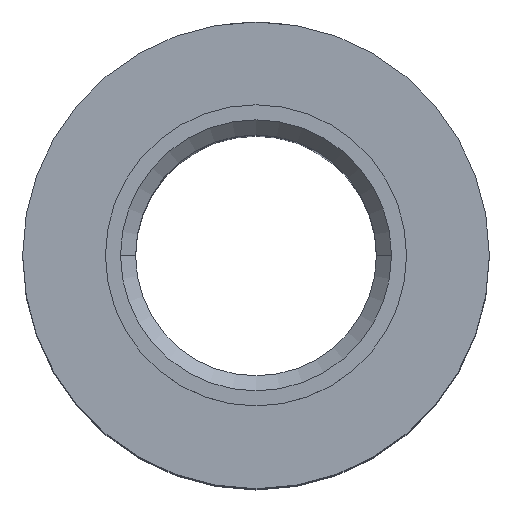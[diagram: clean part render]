
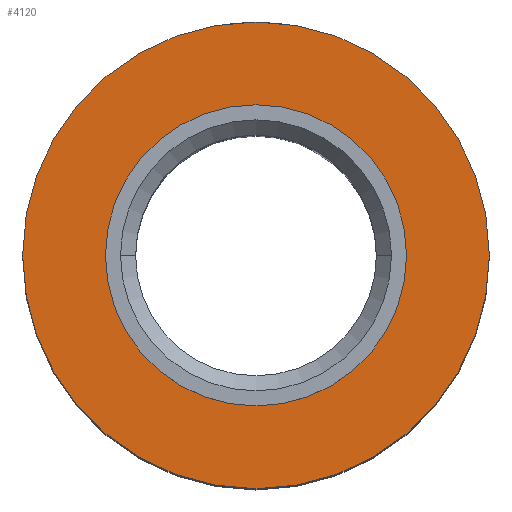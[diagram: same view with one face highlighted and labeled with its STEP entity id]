
A CAD part, top view. The second image highlights one B-rep face of the part: STEP entity #4120.
In plain terms, the highlighted planar face has unit normal (0, 0, 1).
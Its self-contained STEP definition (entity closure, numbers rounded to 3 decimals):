
#97 = CARTESIAN_POINT ( 'NONE',  ( 0., 0., 14.9 ) ) ;
#307 = EDGE_LOOP ( 'NONE', ( #1545, #2812 ) ) ;
#330 = CARTESIAN_POINT ( 'NONE',  ( 0., 0., 14.9 ) ) ;
#349 = VERTEX_POINT ( 'NONE', #756 ) ;
#384 = FACE_BOUND ( 'NONE', #1902, .T. ) ;
#539 = AXIS2_PLACEMENT_3D ( 'NONE', #3538, #3490, #3473 ) ;
#594 = VERTEX_POINT ( 'NONE', #2993 ) ;
#661 = VERTEX_POINT ( 'NONE', #1812 ) ;
#756 = CARTESIAN_POINT ( 'NONE',  ( 5., 0., 14.9 ) ) ;
#894 = VERTEX_POINT ( 'NONE', #2147 ) ;
#905 = DIRECTION ( 'NONE',  ( 1., 0., 0. ) ) ;
#1039 = ORIENTED_EDGE ( 'NONE', *, *, #3485, .F. ) ;
#1309 = PLANE ( 'NONE',  #1799 ) ;
#1545 = ORIENTED_EDGE ( 'NONE', *, *, #4032, .T. ) ;
#1664 = FACE_OUTER_BOUND ( 'NONE', #307, .T. ) ;
#1724 = DIRECTION ( 'NONE',  ( 1., 0., 0. ) ) ;
#1782 = DIRECTION ( 'NONE',  ( 0., 0., 1. ) ) ;
#1799 = AXIS2_PLACEMENT_3D ( 'NONE', #97, #5380, #1724 ) ;
#1812 = CARTESIAN_POINT ( 'NONE',  ( -5., 0., 14.9 ) ) ;
#1902 = EDGE_LOOP ( 'NONE', ( #1039, #2733 ) ) ;
#2147 = CARTESIAN_POINT ( 'NONE',  ( 7.75, 0., 14.9 ) ) ;
#2733 = ORIENTED_EDGE ( 'NONE', *, *, #5803, .F. ) ;
#2812 = ORIENTED_EDGE ( 'NONE', *, *, #4678, .T. ) ;
#2993 = CARTESIAN_POINT ( 'NONE',  ( -7.75, 0., 14.9 ) ) ;
#3362 = CIRCLE ( 'NONE', #5994, 7.75 ) ;
#3473 = DIRECTION ( 'NONE',  ( 1., 0., 0. ) ) ;
#3485 = EDGE_CURVE ( 'NONE', #661, #349, #4537, .T. ) ;
#3490 = DIRECTION ( 'NONE',  ( 0., 0., 1. ) ) ;
#3522 = DIRECTION ( 'NONE',  ( 1., 0., 0. ) ) ;
#3538 = CARTESIAN_POINT ( 'NONE',  ( 0., 0., 14.9 ) ) ;
#3622 = DIRECTION ( 'NONE',  ( 0., 0., 1. ) ) ;
#3639 = CARTESIAN_POINT ( 'NONE',  ( 0., 0., 14.9 ) ) ;
#4032 = EDGE_CURVE ( 'NONE', #594, #894, #3362, .T. ) ;
#4120 = ADVANCED_FACE ( 'NONE', ( #1664, #384 ), #1309, .T. ) ;
#4188 = DIRECTION ( 'NONE',  ( 1., 0., 0. ) ) ;
#4526 = CIRCLE ( 'NONE', #5833, 7.75 ) ;
#4529 = DIRECTION ( 'NONE',  ( 0., 0., 1. ) ) ;
#4537 = CIRCLE ( 'NONE', #5824, 5. ) ;
#4665 = CARTESIAN_POINT ( 'NONE',  ( 0., 0., 14.9 ) ) ;
#4678 = EDGE_CURVE ( 'NONE', #894, #594, #4526, .T. ) ;
#4821 = CIRCLE ( 'NONE', #539, 5. ) ;
#5380 = DIRECTION ( 'NONE',  ( 0., 0., 1. ) ) ;
#5803 = EDGE_CURVE ( 'NONE', #349, #661, #4821, .T. ) ;
#5824 = AXIS2_PLACEMENT_3D ( 'NONE', #3639, #3622, #3522 ) ;
#5833 = AXIS2_PLACEMENT_3D ( 'NONE', #330, #1782, #905 ) ;
#5994 = AXIS2_PLACEMENT_3D ( 'NONE', #4665, #4529, #4188 ) ;
